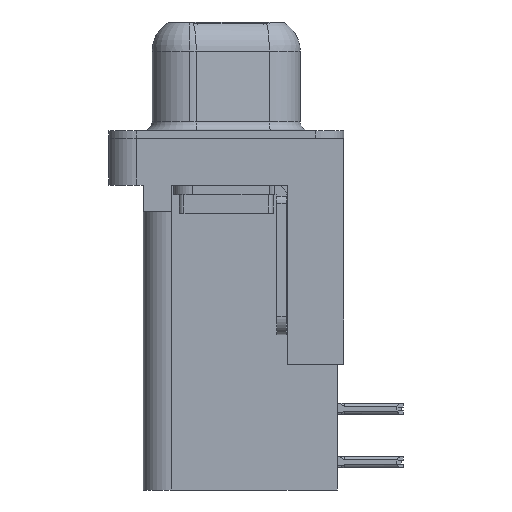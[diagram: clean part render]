
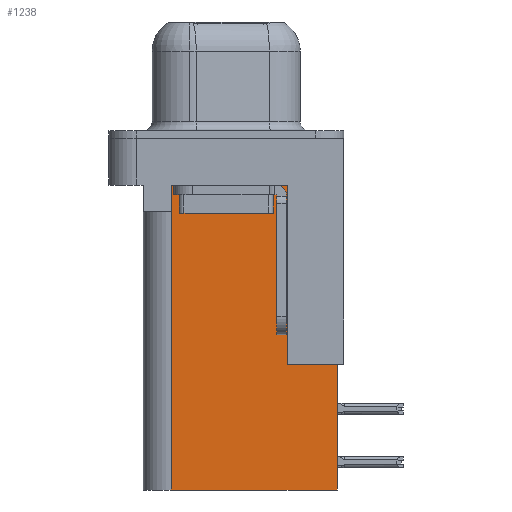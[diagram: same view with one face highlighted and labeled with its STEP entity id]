
A CAD part, left-side view. The second image highlights one B-rep face of the part: STEP entity #1238.
In plain terms, the highlighted planar face has unit normal (-1, 0, 0).
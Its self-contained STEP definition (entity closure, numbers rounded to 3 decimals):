
#250 = CARTESIAN_POINT ( 'NONE',  ( 3.79, -3.295, -12.05 ) ) ;
#259 = CARTESIAN_POINT ( 'NONE',  ( 3.79, 2.895, -2.5 ) ) ;
#472 = CARTESIAN_POINT ( 'NONE',  ( 3.79, -3.295, -18.76 ) ) ;
#524 = EDGE_CURVE ( 'NONE', #22173, #10818, #21387, .T. ) ;
#1238 = ADVANCED_FACE ( 'NONE', ( #14811 ), #22041, .F. ) ;
#1257 = LINE ( 'NONE', #13296, #10887 ) ;
#1284 = LINE ( 'NONE', #10319, #20595 ) ;
#1610 = CARTESIAN_POINT ( 'NONE',  ( 3.79, -3.295, -2.5 ) ) ;
#1671 = CARTESIAN_POINT ( 'NONE',  ( 3.79, 2.895, -3.9 ) ) ;
#1888 = CARTESIAN_POINT ( 'NONE',  ( 3.79, -5.925, -12.05 ) ) ;
#1944 = DIRECTION ( 'NONE',  ( 0., 0., 1. ) ) ;
#2425 = DIRECTION ( 'NONE',  ( 0., 0., -1. ) ) ;
#3034 = LINE ( 'NONE', #12911, #21205 ) ;
#5469 = EDGE_CURVE ( 'NONE', #6372, #17357, #1257, .T. ) ;
#5971 = ORIENTED_EDGE ( 'NONE', *, *, #16592, .T. ) ;
#6348 = EDGE_CURVE ( 'NONE', #10818, #21341, #11710, .T. ) ;
#6372 = VERTEX_POINT ( 'NONE', #1888 ) ;
#7144 = ORIENTED_EDGE ( 'NONE', *, *, #524, .T. ) ;
#7383 = VECTOR ( 'NONE', #12398, 1000. ) ;
#7906 = ORIENTED_EDGE ( 'NONE', *, *, #12078, .F. ) ;
#8506 = EDGE_CURVE ( 'NONE', #6372, #9669, #3034, .T. ) ;
#8667 = CARTESIAN_POINT ( 'NONE',  ( 3.79, -3.295, -2.5 ) ) ;
#9094 = DIRECTION ( 'NONE',  ( 1., 0., 0. ) ) ;
#9669 = VERTEX_POINT ( 'NONE', #250 ) ;
#10235 = ORIENTED_EDGE ( 'NONE', *, *, #18763, .F. ) ;
#10319 = CARTESIAN_POINT ( 'NONE',  ( 3.79, 2.925, -18.76 ) ) ;
#10818 = VERTEX_POINT ( 'NONE', #1671 ) ;
#10887 = VECTOR ( 'NONE', #2425, 1000. ) ;
#10986 = CARTESIAN_POINT ( 'NONE',  ( 3.79, -3.295, -18.76 ) ) ;
#11138 = VECTOR ( 'NONE', #12681, 1000. ) ;
#11583 = EDGE_CURVE ( 'NONE', #9669, #13079, #12007, .T. ) ;
#11710 = LINE ( 'NONE', #14477, #11138 ) ;
#12007 = LINE ( 'NONE', #10986, #15688 ) ;
#12078 = EDGE_CURVE ( 'NONE', #17357, #17249, #15875, .T. ) ;
#12398 = DIRECTION ( 'NONE',  ( 0., 1., 0. ) ) ;
#12562 = ORIENTED_EDGE ( 'NONE', *, *, #6348, .T. ) ;
#12681 = DIRECTION ( 'NONE',  ( 0., 1., 0. ) ) ;
#12813 = DIRECTION ( 'NONE',  ( 0., 0., -1. ) ) ;
#12911 = CARTESIAN_POINT ( 'NONE',  ( 3.79, -6.295, -12.05 ) ) ;
#13079 = VERTEX_POINT ( 'NONE', #8667 ) ;
#13296 = CARTESIAN_POINT ( 'NONE',  ( 3.79, -5.925, -2. ) ) ;
#14420 = AXIS2_PLACEMENT_3D ( 'NONE', #472, #9094, #21813 ) ;
#14477 = CARTESIAN_POINT ( 'NONE',  ( 3.79, 0., -3.9 ) ) ;
#14811 = FACE_OUTER_BOUND ( 'NONE', #20521, .T. ) ;
#15047 = ORIENTED_EDGE ( 'NONE', *, *, #11583, .T. ) ;
#15688 = VECTOR ( 'NONE', #1944, 1000. ) ;
#15875 = LINE ( 'NONE', #17791, #7383 ) ;
#16592 = EDGE_CURVE ( 'NONE', #13079, #22173, #22643, .T. ) ;
#17249 = VERTEX_POINT ( 'NONE', #19669 ) ;
#17250 = VECTOR ( 'NONE', #21527, 1000. ) ;
#17357 = VERTEX_POINT ( 'NONE', #19485 ) ;
#17791 = CARTESIAN_POINT ( 'NONE',  ( 3.79, -3.295, -18.76 ) ) ;
#18688 = CARTESIAN_POINT ( 'NONE',  ( 3.79, 2.925, -3.9 ) ) ;
#18763 = EDGE_CURVE ( 'NONE', #17249, #21341, #1284, .T. ) ;
#19485 = CARTESIAN_POINT ( 'NONE',  ( 3.79, -5.925, -18.76 ) ) ;
#19669 = CARTESIAN_POINT ( 'NONE',  ( 3.79, 2.925, -18.76 ) ) ;
#20331 = ORIENTED_EDGE ( 'NONE', *, *, #5469, .F. ) ;
#20521 = EDGE_LOOP ( 'NONE', ( #5971, #7144, #12562, #10235, #7906, #20331, #21568, #15047 ) ) ;
#20595 = VECTOR ( 'NONE', #23019, 1000. ) ;
#20812 = VECTOR ( 'NONE', #12813, 1000. ) ;
#21205 = VECTOR ( 'NONE', #21945, 1000. ) ;
#21341 = VERTEX_POINT ( 'NONE', #18688 ) ;
#21387 = LINE ( 'NONE', #21931, #20812 ) ;
#21527 = DIRECTION ( 'NONE',  ( 0., 1., 0. ) ) ;
#21568 = ORIENTED_EDGE ( 'NONE', *, *, #8506, .T. ) ;
#21813 = DIRECTION ( 'NONE',  ( 0., 1., 0. ) ) ;
#21931 = CARTESIAN_POINT ( 'NONE',  ( 3.79, 2.895, -3.9 ) ) ;
#21945 = DIRECTION ( 'NONE',  ( 0., 1., 0. ) ) ;
#22041 = PLANE ( 'NONE',  #14420 ) ;
#22173 = VERTEX_POINT ( 'NONE', #259 ) ;
#22643 = LINE ( 'NONE', #1610, #17250 ) ;
#23019 = DIRECTION ( 'NONE',  ( 0., 0., 1. ) ) ;
